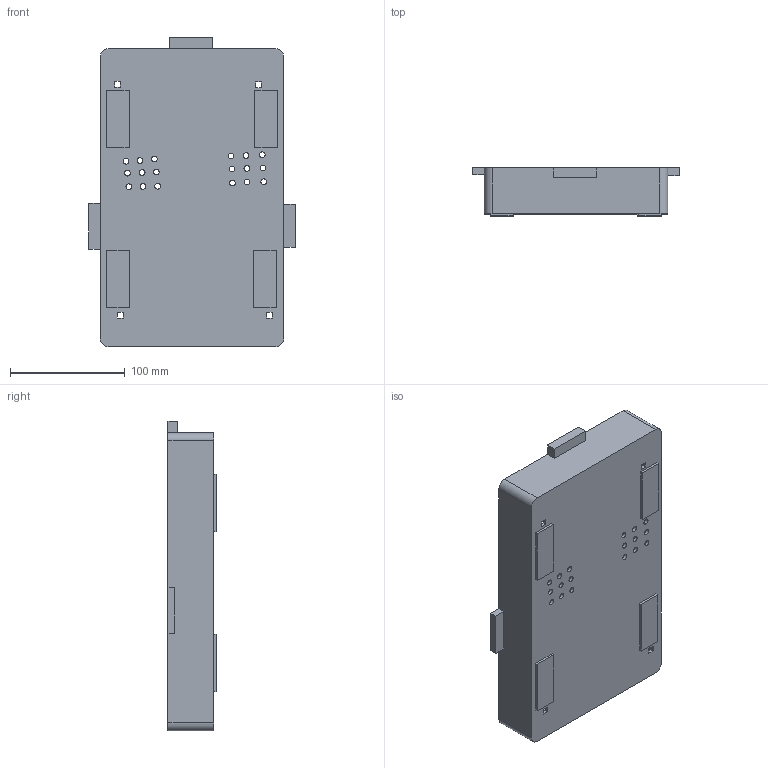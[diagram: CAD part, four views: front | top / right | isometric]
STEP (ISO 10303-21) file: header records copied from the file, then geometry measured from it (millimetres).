
FILE_DESCRIPTION(/* description */ (''),/* implementation_level */ '2;1');
FILE_NAME(/* name */ 'robot_base.step',/* time_stamp */ '2025-12-18T17:51:09Z',/* author */ (''),/* organization */ (''),/* preprocessor_version */ 'ST-DEVELOPER v20.1',/* originating_system */ 'Autodesk Translation Framework v14.21.0.0',/* authorisation */ '');
FILE_SCHEMA (('AUTOMOTIVE_DESIGN { 1 0 10303 214 3 1 1 }'));
Length unit declared in the file: millimetre
Products named in the file (2): robot base; base
Assembly tree (1 placements, depth 2):
  robot base
    base
Bounding box: 180 x 42 x 270 mm (x, y, z)
Volume: 226414.4 mm3; surface area: 152088.3 mm2
Topology: 1 solids, 1 shells, 807 faces, 2211 edges, 1474 vertices
Faces by surface type: bspline 401, plane 375, cylinder 31
Full cylindrical faces by diameter (mm): 5 x18, 8 x9
Entity records: 29238 total; most frequent: CARTESIAN_POINT 11312, ORIENTED_EDGE 4422, DIRECTION 2289, EDGE_CURVE 2211, VERTEX_POINT 1474, LINE 1347, VECTOR 1347, EDGE_LOOP 919
